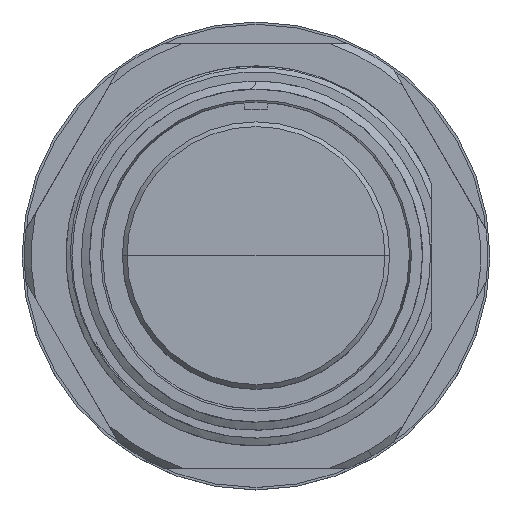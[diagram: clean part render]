
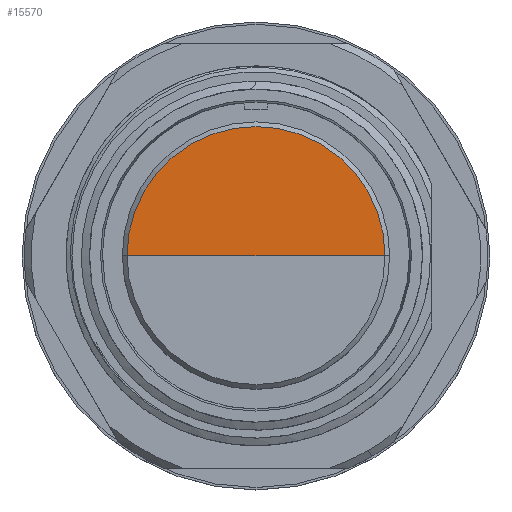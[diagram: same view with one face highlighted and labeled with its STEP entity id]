
A CAD part, top view. The second image highlights one B-rep face of the part: STEP entity #15570.
In plain terms, the highlighted conical face has half-angle 89.951 degrees and reference radius 13.97 mm.
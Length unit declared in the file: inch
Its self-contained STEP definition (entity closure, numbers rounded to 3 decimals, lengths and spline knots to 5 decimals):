
#176 = VECTOR ( 'NONE', #3710, 39.37008 ) ;
#231 = VERTEX_POINT ( 'NONE', #3774 ) ;
#471 = CARTESIAN_POINT ( 'NONE',  ( 0., 0., -0.01 ) ) ;
#1346 = VERTEX_POINT ( 'NONE', #17346 ) ;
#2615 = AXIS2_PLACEMENT_3D ( 'NONE', #471, #10442, #7660 ) ;
#3710 = DIRECTION ( 'NONE',  ( 1., 0., -0.001 ) ) ;
#3774 = CARTESIAN_POINT ( 'NONE',  ( -0.55, 0., -0.01 ) ) ;
#4198 = CONICAL_SURFACE ( 'NONE', #8499, 0.55, 1.57 ) ;
#4968 = DIRECTION ( 'NONE',  ( 0., 0., -1. ) ) ;
#5903 = LINE ( 'NONE', #7552, #9938 ) ;
#6188 = EDGE_CURVE ( 'NONE', #1346, #8185, #8032, .T. ) ;
#7552 = CARTESIAN_POINT ( 'NONE',  ( -0.55, 0., -0.01 ) ) ;
#7660 = DIRECTION ( 'NONE',  ( 1., 0., 0. ) ) ;
#8032 = LINE ( 'NONE', #13893, #176 ) ;
#8185 = VERTEX_POINT ( 'NONE', #16740 ) ;
#8499 = AXIS2_PLACEMENT_3D ( 'NONE', #17940, #4968, #9020 ) ;
#9020 = DIRECTION ( 'NONE',  ( -1., 0., 0. ) ) ;
#9102 = ORIENTED_EDGE ( 'NONE', *, *, #10481, .T. ) ;
#9938 = VECTOR ( 'NONE', #16184, 39.37008 ) ;
#9952 = EDGE_LOOP ( 'NONE', ( #14450, #17747, #9102 ) ) ;
#10078 = FACE_OUTER_BOUND ( 'NONE', #9952, .T. ) ;
#10442 = DIRECTION ( 'NONE',  ( 0., 0., 1. ) ) ;
#10481 = EDGE_CURVE ( 'NONE', #8185, #231, #12691, .T. ) ;
#10735 = EDGE_CURVE ( 'NONE', #1346, #231, #5903, .T. ) ;
#12691 = CIRCLE ( 'NONE', #2615, 0.55 ) ;
#13893 = CARTESIAN_POINT ( 'NONE',  ( 0.55, 0., -0.01 ) ) ;
#14450 = ORIENTED_EDGE ( 'NONE', *, *, #10735, .F. ) ;
#15570 = ADVANCED_FACE ( 'NONE', ( #10078 ), #4198, .T. ) ;
#16184 = DIRECTION ( 'NONE',  ( -1., 0., -0.001 ) ) ;
#16740 = CARTESIAN_POINT ( 'NONE',  ( 0.55, 0., -0.01 ) ) ;
#17346 = CARTESIAN_POINT ( 'NONE',  ( 0., 0., -0.00953 ) ) ;
#17747 = ORIENTED_EDGE ( 'NONE', *, *, #6188, .T. ) ;
#17940 = CARTESIAN_POINT ( 'NONE',  ( 0., 0., -0.01 ) ) ;
